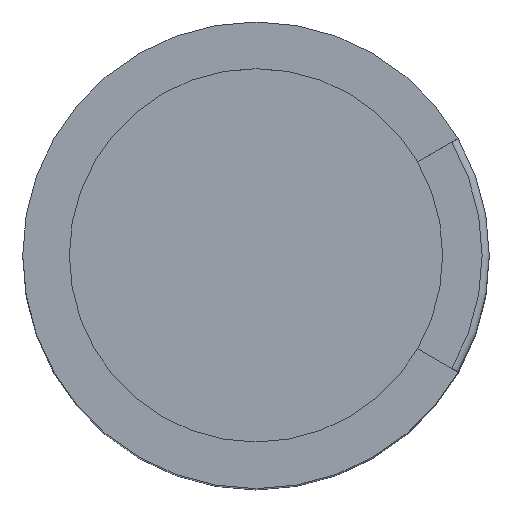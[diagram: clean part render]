
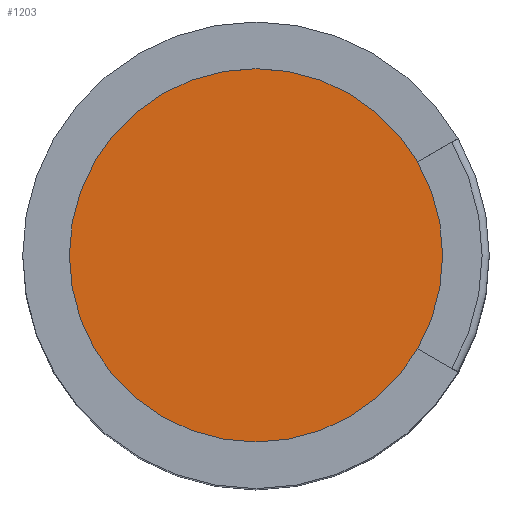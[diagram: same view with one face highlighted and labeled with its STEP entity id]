
A CAD part, top view. The second image highlights one B-rep face of the part: STEP entity #1203.
In plain terms, the highlighted planar face has unit normal (0, 0, 1).
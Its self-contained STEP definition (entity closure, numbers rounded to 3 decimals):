
#862 = EDGE_CURVE('',#863,#863,#865,.T.);
#863 = VERTEX_POINT('',#864);
#864 = CARTESIAN_POINT('',(3.05,0.,11.4));
#865 = SURFACE_CURVE('',#866,(#871,#905),.PCURVE_S1.);
#866 = CIRCLE('',#867,3.05);
#867 = AXIS2_PLACEMENT_3D('',#868,#869,#870);
#868 = CARTESIAN_POINT('',(0.,0.,11.4));
#869 = DIRECTION('',(0.,0.,-1.));
#870 = DIRECTION('',(-1.,-0.,0.));
#871 = PCURVE('',#872,#877);
#872 = TOROIDAL_SURFACE('',#873,3.05,0.1);
#873 = AXIS2_PLACEMENT_3D('',#874,#875,#876);
#874 = CARTESIAN_POINT('',(0.,0.,11.3));
#875 = DIRECTION('',(0.,0.,-1.));
#876 = DIRECTION('',(1.,0.,0.));
#877 = DEFINITIONAL_REPRESENTATION('',(#878),#904);
#878 = B_SPLINE_CURVE_WITH_KNOTS('',3,(#879,#880,#881,#882,#883,#884,
    #885,#886,#887,#888,#889,#890,#891,#892,#893,#894,#895,#896,#897,
    #898,#899,#900,#901,#902,#903),.UNSPECIFIED.,.F.,.F.,(4,1,1,1,1,1,1,
    1,1,1,1,1,1,1,1,1,1,1,1,1,1,1,4),(3.142,3.427,
    3.713,3.998,4.284,4.57,
    4.855,5.141,5.426,5.712,
    5.998,6.283,6.569,6.854,
    7.14,7.426,7.711,7.997,
    8.282,8.568,8.854,9.139,
    9.425),.UNSPECIFIED.);
#879 = CARTESIAN_POINT('',(0.,4.712));
#880 = CARTESIAN_POINT('',(0.095,4.712));
#881 = CARTESIAN_POINT('',(0.286,4.712));
#882 = CARTESIAN_POINT('',(0.571,4.712));
#883 = CARTESIAN_POINT('',(0.857,4.712));
#884 = CARTESIAN_POINT('',(1.142,4.712));
#885 = CARTESIAN_POINT('',(1.428,4.712));
#886 = CARTESIAN_POINT('',(1.714,4.712));
#887 = CARTESIAN_POINT('',(1.999,4.712));
#888 = CARTESIAN_POINT('',(2.285,4.712));
#889 = CARTESIAN_POINT('',(2.57,4.712));
#890 = CARTESIAN_POINT('',(2.856,4.712));
#891 = CARTESIAN_POINT('',(3.142,4.712));
#892 = CARTESIAN_POINT('',(3.427,4.712));
#893 = CARTESIAN_POINT('',(3.713,4.712));
#894 = CARTESIAN_POINT('',(3.998,4.712));
#895 = CARTESIAN_POINT('',(4.284,4.712));
#896 = CARTESIAN_POINT('',(4.57,4.712));
#897 = CARTESIAN_POINT('',(4.855,4.712));
#898 = CARTESIAN_POINT('',(5.141,4.712));
#899 = CARTESIAN_POINT('',(5.426,4.712));
#900 = CARTESIAN_POINT('',(5.712,4.712));
#901 = CARTESIAN_POINT('',(5.998,4.712));
#902 = CARTESIAN_POINT('',(6.188,4.712));
#903 = CARTESIAN_POINT('',(6.283,4.712));
#904 = ( GEOMETRIC_REPRESENTATION_CONTEXT(2) 
PARAMETRIC_REPRESENTATION_CONTEXT() REPRESENTATION_CONTEXT('2D SPACE',''
  ) );
#905 = PCURVE('',#906,#911);
#906 = PLANE('',#907);
#907 = AXIS2_PLACEMENT_3D('',#908,#909,#910);
#908 = CARTESIAN_POINT('',(0.,0.,11.4));
#909 = DIRECTION('',(0.,0.,-1.));
#910 = DIRECTION('',(1.,0.,0.));
#911 = DEFINITIONAL_REPRESENTATION('',(#912),#916);
#912 = CIRCLE('',#913,3.05);
#913 = AXIS2_PLACEMENT_2D('',#914,#915);
#914 = CARTESIAN_POINT('',(0.,0.));
#915 = DIRECTION('',(-1.,0.));
#916 = ( GEOMETRIC_REPRESENTATION_CONTEXT(2) 
PARAMETRIC_REPRESENTATION_CONTEXT() REPRESENTATION_CONTEXT('2D SPACE',''
  ) );
#1203 = ADVANCED_FACE('',(#1204),#906,.F.);
#1204 = FACE_BOUND('',#1205,.T.);
#1205 = EDGE_LOOP('',(#1206));
#1206 = ORIENTED_EDGE('',*,*,#862,.F.);
